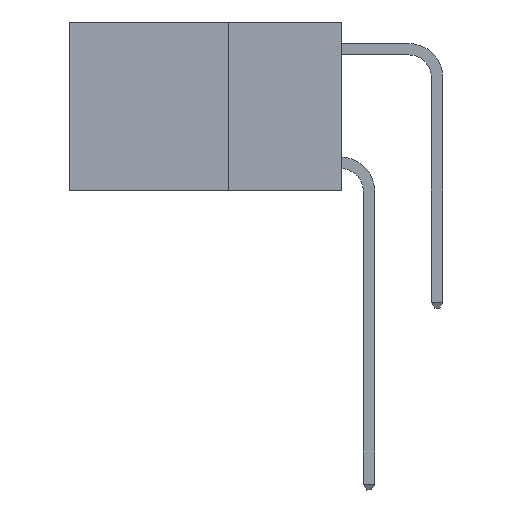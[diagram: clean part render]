
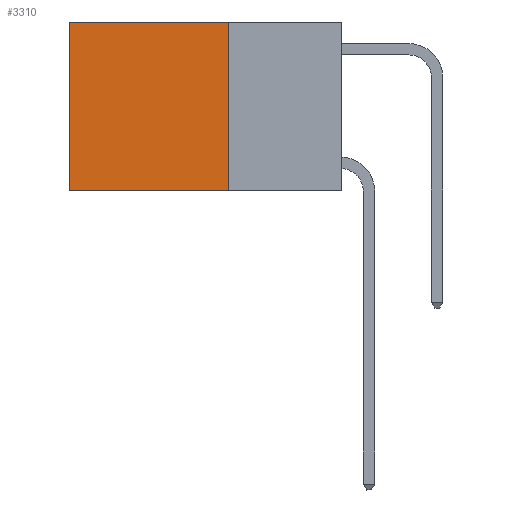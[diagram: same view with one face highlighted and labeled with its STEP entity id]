
A CAD part, left-side view. The second image highlights one B-rep face of the part: STEP entity #3310.
In plain terms, the highlighted planar face has unit normal (-1, 0, 0).
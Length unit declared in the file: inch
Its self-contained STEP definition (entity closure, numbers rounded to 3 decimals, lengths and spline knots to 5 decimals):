
#162 = CARTESIAN_POINT ( 'NONE',  ( 0.2625, 0.25, 0. ) ) ;
#442 = LINE ( 'NONE', #2173, #12166 ) ;
#623 = DIRECTION ( 'NONE',  ( 0., 0., -1. ) ) ;
#785 = CARTESIAN_POINT ( 'NONE',  ( 0.2625, 0.25, -0.37 ) ) ;
#2173 = CARTESIAN_POINT ( 'NONE',  ( 0.2625, 0.25, 0. ) ) ;
#3310 = ADVANCED_FACE ( 'NONE', ( #26340 ), #22827, .F. ) ;
#3908 = VERTEX_POINT ( 'NONE', #785 ) ;
#5427 = VECTOR ( 'NONE', #21090, 39.37008 ) ;
#6045 = EDGE_LOOP ( 'NONE', ( #8526, #14616, #16039, #28092 ) ) ;
#6277 = VERTEX_POINT ( 'NONE', #11338 ) ;
#8526 = ORIENTED_EDGE ( 'NONE', *, *, #18293, .T. ) ;
#9044 = DIRECTION ( 'NONE',  ( 0., 1., 0. ) ) ;
#9063 = VECTOR ( 'NONE', #623, 39.37008 ) ;
#9583 = DIRECTION ( 'NONE',  ( 1., 0., 0. ) ) ;
#9869 = VERTEX_POINT ( 'NONE', #11340 ) ;
#11338 = CARTESIAN_POINT ( 'NONE',  ( 0.2625, 0.6, -0.37 ) ) ;
#11340 = CARTESIAN_POINT ( 'NONE',  ( 0.2625, 0.25, 0. ) ) ;
#12166 = VECTOR ( 'NONE', #13744, 39.37008 ) ;
#12889 = AXIS2_PLACEMENT_3D ( 'NONE', #21023, #9583, #25554 ) ;
#12961 = LINE ( 'NONE', #162, #5427 ) ;
#13477 = EDGE_CURVE ( 'NONE', #3908, #6277, #29271, .T. ) ;
#13744 = DIRECTION ( 'NONE',  ( 0., 1., 0. ) ) ;
#14616 = ORIENTED_EDGE ( 'NONE', *, *, #13477, .F. ) ;
#15558 = VERTEX_POINT ( 'NONE', #22778 ) ;
#16039 = ORIENTED_EDGE ( 'NONE', *, *, #18931, .F. ) ;
#17256 = VECTOR ( 'NONE', #9044, 39.37008 ) ;
#18293 = EDGE_CURVE ( 'NONE', #15558, #6277, #21970, .T. ) ;
#18931 = EDGE_CURVE ( 'NONE', #9869, #3908, #12961, .T. ) ;
#20414 = EDGE_CURVE ( 'NONE', #9869, #15558, #442, .T. ) ;
#21023 = CARTESIAN_POINT ( 'NONE',  ( 0.2625, 0.25, 0. ) ) ;
#21090 = DIRECTION ( 'NONE',  ( 0., 0., -1. ) ) ;
#21970 = LINE ( 'NONE', #25938, #9063 ) ;
#22778 = CARTESIAN_POINT ( 'NONE',  ( 0.2625, 0.6, 0. ) ) ;
#22827 = PLANE ( 'NONE',  #12889 ) ;
#25554 = DIRECTION ( 'NONE',  ( 0., 0., -1. ) ) ;
#25938 = CARTESIAN_POINT ( 'NONE',  ( 0.2625, 0.6, 0. ) ) ;
#26340 = FACE_OUTER_BOUND ( 'NONE', #6045, .T. ) ;
#27265 = CARTESIAN_POINT ( 'NONE',  ( 0.2625, 0.25, -0.37 ) ) ;
#28092 = ORIENTED_EDGE ( 'NONE', *, *, #20414, .T. ) ;
#29271 = LINE ( 'NONE', #27265, #17256 ) ;
